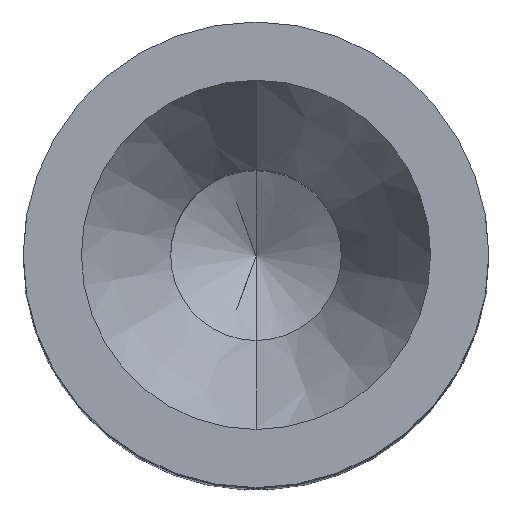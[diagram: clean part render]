
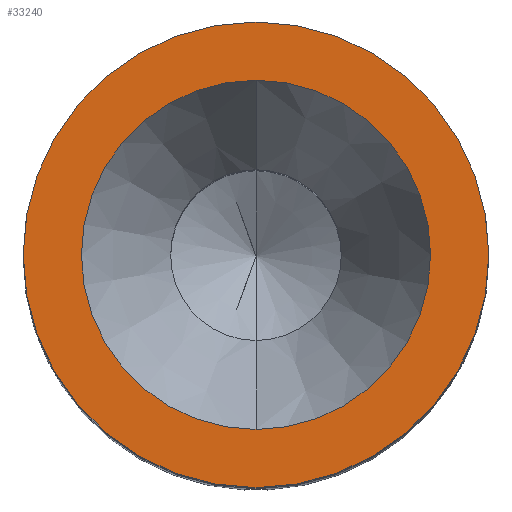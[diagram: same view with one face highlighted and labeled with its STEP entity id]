
A CAD part, top view. The second image highlights one B-rep face of the part: STEP entity #33240.
In plain terms, the highlighted planar face has unit normal (0, 0, 1).
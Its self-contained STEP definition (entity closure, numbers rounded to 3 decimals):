
#32760=CARTESIAN_POINT('',(51.312,49.825,31.6));
#32770=VERTEX_POINT('',#32760);
#32850=CARTESIAN_POINT('',(51.312,43.825,31.6));
#32860=VERTEX_POINT('',#32850);
#32890=CARTESIAN_POINT('',(51.312,46.825,31.6));
#32900=DIRECTION('',(0.,0.,-1.));
#32910=DIRECTION('',(0.,-1.,0.));
#32920=AXIS2_PLACEMENT_3D('',#32890,#32900,#32910);
#32930=CIRCLE('',#32920,3.);
#32940=EDGE_CURVE('',#32770,#32860,#32930,.T.);
#32990=CARTESIAN_POINT('',(51.312,44.2,31.6));
#33000=DIRECTION('',(-0.,0.,1.));
#33010=DIRECTION('',(0.,-1.,0.));
#33020=AXIS2_PLACEMENT_3D('',#32990,#33000,#33010);
#33030=PLANE('',#33020);
#33040=CARTESIAN_POINT('',(51.312,46.825,31.6));
#33050=DIRECTION('',(0.,0.,-1.));
#33060=DIRECTION('',(0.,-1.,0.));
#33070=AXIS2_PLACEMENT_3D('',#33040,#33050,#33060);
#33080=CIRCLE('',#33070,2.25);
#33090=CARTESIAN_POINT('',(51.312,44.575,31.6));
#33100=VERTEX_POINT('',#33090);
#33110=CARTESIAN_POINT('',(51.312,49.075,31.6));
#33120=VERTEX_POINT('',#33110);
#33130=EDGE_CURVE('',#33100,#33120,#33080,.T.);
#33140=ORIENTED_EDGE('',*,*,#33130,.T.);
#33150=EDGE_CURVE('',#33120,#33100,#33080,.T.);
#33160=ORIENTED_EDGE('',*,*,#33150,.T.);
#33170=EDGE_LOOP('',(#33160,#33140));
#33180=FACE_BOUND('',#33170,.T.);
#33190=EDGE_CURVE('',#32860,#32770,#32930,.T.);
#33200=ORIENTED_EDGE('',*,*,#33190,.F.);
#33210=ORIENTED_EDGE('',*,*,#32940,.F.);
#33220=EDGE_LOOP('',(#33210,#33200));
#33230=FACE_OUTER_BOUND('',#33220,.T.);
#33240=ADVANCED_FACE('',(#33180,#33230),#33030,.T.);
